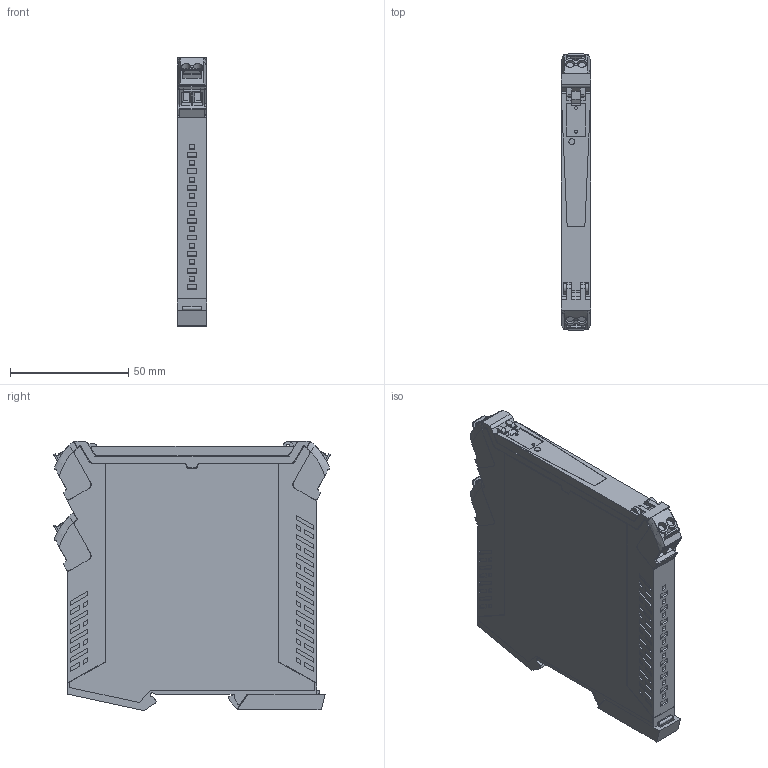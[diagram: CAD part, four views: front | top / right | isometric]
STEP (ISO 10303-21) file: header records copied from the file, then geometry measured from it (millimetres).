
FILE_DESCRIPTION(('CATIA V5 STEP Exchange','CAx-IF Rec.Pracs.--- Model Styling and Organization---1.4--- 2014-01-23'),'2;1');
FILE_NAME ('D1487687_0', '2021-05-28T06:00:14+00:00', ('none'), ('Weidmueller'), 'CATIA Version 5-6 Release 2016 SP3 HF44', 'CATIA V5 STEP AP214', 'none');
FILE_SCHEMA(('AUTOMOTIVE_DESIGN { 1 0 10303 214 1 1 1 1 }'));
Length unit declared in the file: millimetre
Products named in the file (1): S3D_ACT20P_VI3_VO3_S
Bounding box: 12.5 x 117.21 x 114.02 mm (x, y, z)
Volume: 143230.8 mm3; surface area: 42029.3 mm2
Topology: 12 solids, 12 shells, 1279 faces, 3767 edges, 2607 vertices
Faces by surface type: plane 1020, cylinder 211, extrusion 26, revolution 12, bspline 6, sphere 4
Entity records: 42251 total; most frequent: CARTESIAN_POINT 9875, ORIENTED_EDGE 7530, DIRECTION 4599, EDGE_CURVE 3765, VECTOR 2646, LINE 2620, VERTEX_POINT 2607, EDGE_LOOP 1394
